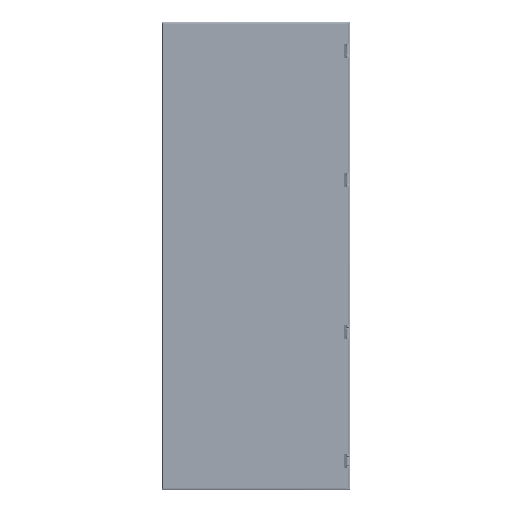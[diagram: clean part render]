
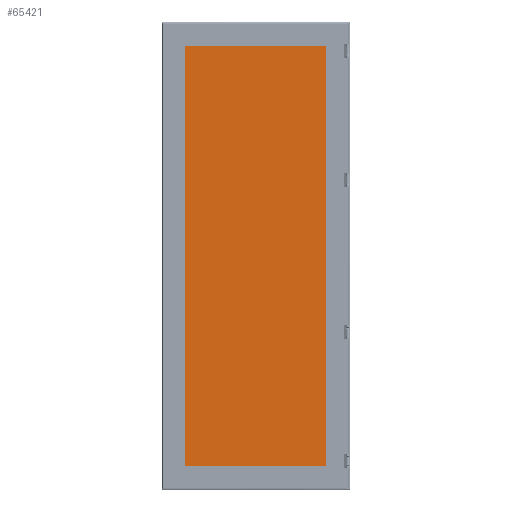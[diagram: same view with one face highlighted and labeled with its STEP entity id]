
A CAD part, top view. The second image highlights one B-rep face of the part: STEP entity #65421.
In plain terms, the highlighted planar face has unit normal (0, 0, 1).
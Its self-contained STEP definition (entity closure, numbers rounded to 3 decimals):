
#9641 = CARTESIAN_POINT ( 'NONE',  ( -323.25, -911.05, 4. ) ) ;
#10040 = CARTESIAN_POINT ( 'NONE',  ( -323.25, 911.05, 4. ) ) ;
#10223 = FACE_OUTER_BOUND ( 'NONE', #40430, .T. ) ;
#17007 = DIRECTION ( 'NONE',  ( 0., 1., 0. ) ) ;
#19372 = LINE ( 'NONE', #80380, #27560 ) ;
#19619 = PLANE ( 'NONE',  #39409 ) ;
#21418 = VERTEX_POINT ( 'NONE', #23733 ) ;
#23733 = CARTESIAN_POINT ( 'NONE',  ( -323.25, 911.05, 4. ) ) ;
#27317 = LINE ( 'NONE', #37361, #121131 ) ;
#27560 = VECTOR ( 'NONE', #119900, 1000. ) ;
#32676 = VECTOR ( 'NONE', #123906, 1000. ) ;
#37361 = CARTESIAN_POINT ( 'NONE',  ( -323.25, -911.05, 4. ) ) ;
#38911 = EDGE_CURVE ( 'NONE', #43613, #122766, #27317, .T. ) ;
#39409 = AXIS2_PLACEMENT_3D ( 'NONE', #100701, #51763, #92636 ) ;
#40430 = EDGE_LOOP ( 'NONE', ( #87725, #46629, #93243, #106761 ) ) ;
#43613 = VERTEX_POINT ( 'NONE', #9641 ) ;
#46629 = ORIENTED_EDGE ( 'NONE', *, *, #52891, .T. ) ;
#51763 = DIRECTION ( 'NONE',  ( 0., 0., -1. ) ) ;
#52891 = EDGE_CURVE ( 'NONE', #125969, #21418, #101837, .T. ) ;
#65421 = ADVANCED_FACE ( 'NONE', ( #10223 ), #19619, .F. ) ;
#66188 = DIRECTION ( 'NONE',  ( 1., 0., 0. ) ) ;
#71551 = CARTESIAN_POINT ( 'NONE',  ( 323.25, 911.05, 4. ) ) ;
#74791 = VECTOR ( 'NONE', #17007, 1000. ) ;
#80380 = CARTESIAN_POINT ( 'NONE',  ( -323.25, -911.05, 4. ) ) ;
#87725 = ORIENTED_EDGE ( 'NONE', *, *, #92201, .T. ) ;
#91528 = EDGE_CURVE ( 'NONE', #21418, #43613, #19372, .T. ) ;
#92201 = EDGE_CURVE ( 'NONE', #122766, #125969, #118877, .T. ) ;
#92636 = DIRECTION ( 'NONE',  ( -1., 0., 0. ) ) ;
#93243 = ORIENTED_EDGE ( 'NONE', *, *, #91528, .T. ) ;
#100410 = CARTESIAN_POINT ( 'NONE',  ( 323.25, -911.05, 4. ) ) ;
#100701 = CARTESIAN_POINT ( 'NONE',  ( 0., 0., 4. ) ) ;
#101837 = LINE ( 'NONE', #10040, #32676 ) ;
#106761 = ORIENTED_EDGE ( 'NONE', *, *, #38911, .T. ) ;
#108829 = CARTESIAN_POINT ( 'NONE',  ( 323.25, -911.05, 4. ) ) ;
#118877 = LINE ( 'NONE', #108829, #74791 ) ;
#119900 = DIRECTION ( 'NONE',  ( 0., -1., 0. ) ) ;
#121131 = VECTOR ( 'NONE', #66188, 1000. ) ;
#122766 = VERTEX_POINT ( 'NONE', #100410 ) ;
#123906 = DIRECTION ( 'NONE',  ( -1., 0., 0. ) ) ;
#125969 = VERTEX_POINT ( 'NONE', #71551 ) ;
